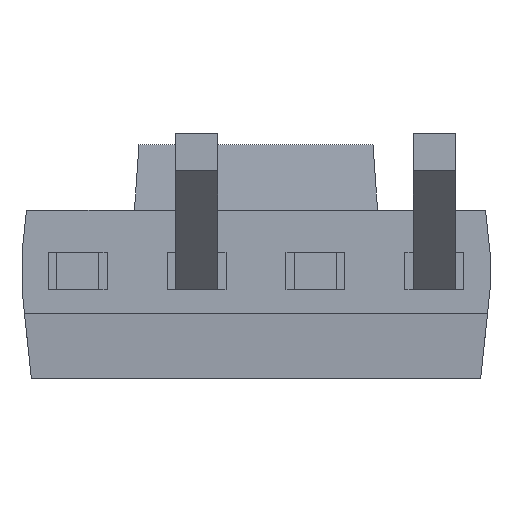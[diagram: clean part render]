
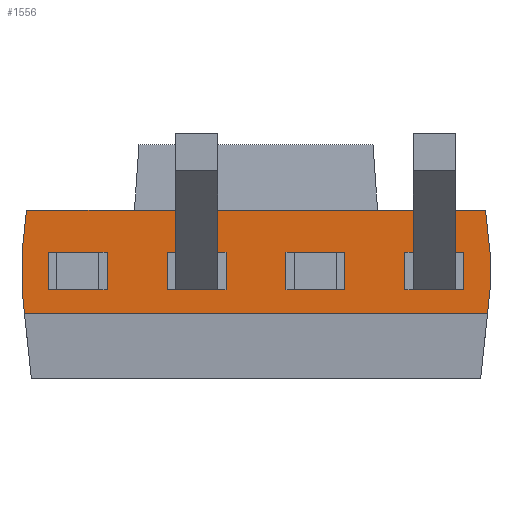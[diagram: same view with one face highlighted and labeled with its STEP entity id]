
A CAD part, front view. The second image highlights one B-rep face of the part: STEP entity #1556.
In plain terms, the highlighted planar face has unit normal (0, -1, 0).
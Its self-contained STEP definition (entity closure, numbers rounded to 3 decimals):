
#17=FACE_BOUND('',#142,.T.);
#18=FACE_BOUND('',#143,.T.);
#19=FACE_BOUND('',#144,.T.);
#20=FACE_BOUND('',#145,.T.);
#59=FACE_OUTER_BOUND('',#141,.T.);
#141=EDGE_LOOP('',(#1100,#1101,#1102,#1103,#1104,#1105,#1106,#1107,#1108,
#1109));
#142=EDGE_LOOP('',(#1110,#1111,#1112,#1113));
#143=EDGE_LOOP('',(#1114,#1115,#1116,#1117));
#144=EDGE_LOOP('',(#1118,#1119,#1120,#1121));
#145=EDGE_LOOP('',(#1122,#1123,#1124,#1125));
#247=LINE('',#2184,#466);
#269=LINE('',#2228,#488);
#277=LINE('',#2244,#496);
#278=LINE('',#2247,#497);
#282=LINE('',#2255,#501);
#283=LINE('',#2257,#502);
#284=LINE('',#2259,#503);
#285=LINE('',#2261,#504);
#286=LINE('',#2263,#505);
#287=LINE('',#2265,#506);
#288=LINE('',#2267,#507);
#289=LINE('',#2268,#508);
#290=LINE('',#2271,#509);
#291=LINE('',#2273,#510);
#292=LINE('',#2275,#511);
#293=LINE('',#2276,#512);
#294=LINE('',#2278,#513);
#295=LINE('',#2280,#514);
#296=LINE('',#2281,#515);
#297=LINE('',#2284,#516);
#298=LINE('',#2286,#517);
#299=LINE('',#2288,#518);
#300=LINE('',#2289,#519);
#301=LINE('',#2291,#520);
#302=LINE('',#2293,#521);
#303=LINE('',#2294,#522);
#466=VECTOR('',#1773,10.);
#488=VECTOR('',#1803,10.);
#496=VECTOR('',#1813,10.);
#497=VECTOR('',#1816,10.);
#501=VECTOR('',#1822,10.);
#502=VECTOR('',#1823,10.);
#503=VECTOR('',#1824,10.);
#504=VECTOR('',#1825,10.);
#505=VECTOR('',#1826,10.);
#506=VECTOR('',#1827,10.);
#507=VECTOR('',#1828,10.);
#508=VECTOR('',#1829,10.);
#509=VECTOR('',#1830,10.);
#510=VECTOR('',#1831,10.);
#511=VECTOR('',#1832,10.);
#512=VECTOR('',#1833,10.);
#513=VECTOR('',#1834,10.);
#514=VECTOR('',#1835,10.);
#515=VECTOR('',#1836,10.);
#516=VECTOR('',#1837,10.);
#517=VECTOR('',#1838,10.);
#518=VECTOR('',#1839,10.);
#519=VECTOR('',#1840,10.);
#520=VECTOR('',#1841,10.);
#521=VECTOR('',#1842,10.);
#522=VECTOR('',#1843,10.);
#681=VERTEX_POINT('',#2181);
#682=VERTEX_POINT('',#2183);
#699=VERTEX_POINT('',#2225);
#700=VERTEX_POINT('',#2227);
#704=VERTEX_POINT('',#2237);
#707=VERTEX_POINT('',#2242);
#708=VERTEX_POINT('',#2246);
#711=VERTEX_POINT('',#2254);
#712=VERTEX_POINT('',#2256);
#713=VERTEX_POINT('',#2258);
#714=VERTEX_POINT('',#2260);
#715=VERTEX_POINT('',#2262);
#716=VERTEX_POINT('',#2264);
#717=VERTEX_POINT('',#2266);
#718=VERTEX_POINT('',#2269);
#719=VERTEX_POINT('',#2270);
#720=VERTEX_POINT('',#2272);
#721=VERTEX_POINT('',#2274);
#722=VERTEX_POINT('',#2277);
#723=VERTEX_POINT('',#2279);
#724=VERTEX_POINT('',#2282);
#725=VERTEX_POINT('',#2283);
#726=VERTEX_POINT('',#2285);
#727=VERTEX_POINT('',#2287);
#728=VERTEX_POINT('',#2290);
#729=VERTEX_POINT('',#2292);
#831=EDGE_CURVE('',#682,#681,#247,.T.);
#853=EDGE_CURVE('',#700,#699,#269,.T.);
#861=EDGE_CURVE('',#707,#704,#277,.T.);
#862=EDGE_CURVE('',#704,#708,#278,.T.);
#866=EDGE_CURVE('',#711,#707,#282,.T.);
#867=EDGE_CURVE('',#711,#712,#283,.T.);
#868=EDGE_CURVE('',#713,#712,#284,.T.);
#869=EDGE_CURVE('',#713,#714,#285,.T.);
#870=EDGE_CURVE('',#715,#714,#286,.T.);
#871=EDGE_CURVE('',#715,#716,#287,.T.);
#872=EDGE_CURVE('',#717,#716,#288,.T.);
#873=EDGE_CURVE('',#708,#717,#289,.T.);
#874=EDGE_CURVE('',#718,#719,#290,.T.);
#875=EDGE_CURVE('',#719,#720,#291,.T.);
#876=EDGE_CURVE('',#720,#721,#292,.T.);
#877=EDGE_CURVE('',#721,#718,#293,.T.);
#878=EDGE_CURVE('',#681,#722,#294,.T.);
#879=EDGE_CURVE('',#722,#723,#295,.T.);
#880=EDGE_CURVE('',#723,#682,#296,.T.);
#881=EDGE_CURVE('',#724,#725,#297,.T.);
#882=EDGE_CURVE('',#725,#726,#298,.T.);
#883=EDGE_CURVE('',#726,#727,#299,.T.);
#884=EDGE_CURVE('',#727,#724,#300,.T.);
#885=EDGE_CURVE('',#699,#728,#301,.T.);
#886=EDGE_CURVE('',#728,#729,#302,.T.);
#887=EDGE_CURVE('',#729,#700,#303,.T.);
#1100=ORIENTED_EDGE('',*,*,#861,.F.);
#1101=ORIENTED_EDGE('',*,*,#866,.F.);
#1102=ORIENTED_EDGE('',*,*,#867,.T.);
#1103=ORIENTED_EDGE('',*,*,#868,.F.);
#1104=ORIENTED_EDGE('',*,*,#869,.T.);
#1105=ORIENTED_EDGE('',*,*,#870,.F.);
#1106=ORIENTED_EDGE('',*,*,#871,.T.);
#1107=ORIENTED_EDGE('',*,*,#872,.F.);
#1108=ORIENTED_EDGE('',*,*,#873,.F.);
#1109=ORIENTED_EDGE('',*,*,#862,.F.);
#1110=ORIENTED_EDGE('',*,*,#874,.T.);
#1111=ORIENTED_EDGE('',*,*,#875,.T.);
#1112=ORIENTED_EDGE('',*,*,#876,.T.);
#1113=ORIENTED_EDGE('',*,*,#877,.T.);
#1114=ORIENTED_EDGE('',*,*,#878,.T.);
#1115=ORIENTED_EDGE('',*,*,#879,.T.);
#1116=ORIENTED_EDGE('',*,*,#880,.T.);
#1117=ORIENTED_EDGE('',*,*,#831,.T.);
#1118=ORIENTED_EDGE('',*,*,#881,.T.);
#1119=ORIENTED_EDGE('',*,*,#882,.T.);
#1120=ORIENTED_EDGE('',*,*,#883,.T.);
#1121=ORIENTED_EDGE('',*,*,#884,.T.);
#1122=ORIENTED_EDGE('',*,*,#885,.T.);
#1123=ORIENTED_EDGE('',*,*,#886,.T.);
#1124=ORIENTED_EDGE('',*,*,#887,.T.);
#1125=ORIENTED_EDGE('',*,*,#853,.T.);
#1475=PLANE('',#1652);
#1556=ADVANCED_FACE('',(#59,#17,#18,#19,#20),#1475,.T.);
#1652=AXIS2_PLACEMENT_3D('',#2253,#1820,#1821);
#1773=DIRECTION('',(1.,0.,0.));
#1803=DIRECTION('',(1.,0.,0.));
#1813=DIRECTION('',(-1.,0.,0.));
#1816=DIRECTION('',(-0.105,0.,0.995));
#1820=DIRECTION('center_axis',(0.,-1.,0.));
#1821=DIRECTION('ref_axis',(1.,0.,0.));
#1822=DIRECTION('',(-0.105,0.,-0.995));
#1823=DIRECTION('',(0.,0.,1.));
#1824=DIRECTION('',(0.105,0.,-0.995));
#1825=DIRECTION('',(-1.,0.,0.));
#1826=DIRECTION('',(1.,0.,0.));
#1827=DIRECTION('',(-1.,0.,0.));
#1828=DIRECTION('',(0.105,0.,0.995));
#1829=DIRECTION('',(0.,0.,1.));
#1830=DIRECTION('',(0.,0.,-1.));
#1831=DIRECTION('',(-1.,0.,0.));
#1832=DIRECTION('',(0.,0.,1.));
#1833=DIRECTION('',(1.,0.,0.));
#1834=DIRECTION('',(0.,0.,-1.));
#1835=DIRECTION('',(-1.,0.,0.));
#1836=DIRECTION('',(0.,0.,1.));
#1837=DIRECTION('',(0.,0.,-1.));
#1838=DIRECTION('',(-1.,0.,0.));
#1839=DIRECTION('',(0.,0.,1.));
#1840=DIRECTION('',(1.,0.,0.));
#1841=DIRECTION('',(0.,0.,-1.));
#1842=DIRECTION('',(-1.,0.,0.));
#1843=DIRECTION('',(0.,0.,1.));
#2181=CARTESIAN_POINT('',(0.86,-2.7,1.35));
#2183=CARTESIAN_POINT('',(0.41,-2.7,1.35));
#2184=CARTESIAN_POINT('',(-0.82,-2.7,1.35));
#2225=CARTESIAN_POINT('',(-1.68,-2.7,1.35));
#2227=CARTESIAN_POINT('',(-2.13,-2.7,1.35));
#2228=CARTESIAN_POINT('',(-2.09,-2.7,1.35));
#2237=CARTESIAN_POINT('',(-2.474,-2.7,0.7));
#2242=CARTESIAN_POINT('',(2.474,-2.7,0.7));
#2244=CARTESIAN_POINT('',(-1.25,-2.7,0.7));
#2246=CARTESIAN_POINT('',(-2.5,-2.7,0.95));
#2247=CARTESIAN_POINT('',(-2.426,-2.7,0.243));
#2253=CARTESIAN_POINT('Origin',(-2.5,-2.7,0.));
#2254=CARTESIAN_POINT('',(2.5,-2.7,0.95));
#2255=CARTESIAN_POINT('',(2.398,-2.7,-0.017));
#2256=CARTESIAN_POINT('',(2.5,-2.7,1.35));
#2257=CARTESIAN_POINT('',(2.5,-2.7,0.));
#2258=CARTESIAN_POINT('',(2.453,-2.7,1.8));
#2259=CARTESIAN_POINT('',(2.531,-2.7,1.055));
#2260=CARTESIAN_POINT('',(1.299,-2.7,1.8));
#2261=CARTESIAN_POINT('',(-0.313,-2.7,1.8));
#2262=CARTESIAN_POINT('',(-1.299,-2.7,1.8));
#2263=CARTESIAN_POINT('',(-1.25,-2.7,1.8));
#2264=CARTESIAN_POINT('',(-2.453,-2.7,1.8));
#2265=CARTESIAN_POINT('',(-2.188,-2.7,1.8));
#2266=CARTESIAN_POINT('',(-2.5,-2.7,1.35));
#2267=CARTESIAN_POINT('',(-2.558,-2.7,0.795));
#2268=CARTESIAN_POINT('',(-2.5,-2.7,0.));
#2269=CARTESIAN_POINT('',(2.13,-2.7,1.35));
#2270=CARTESIAN_POINT('',(2.13,-2.7,0.95));
#2271=CARTESIAN_POINT('',(2.13,-2.7,0.475));
#2272=CARTESIAN_POINT('',(1.68,-2.7,0.95));
#2273=CARTESIAN_POINT('',(-0.41,-2.7,0.95));
#2274=CARTESIAN_POINT('',(1.68,-2.7,1.35));
#2275=CARTESIAN_POINT('',(1.68,-2.7,0.675));
#2276=CARTESIAN_POINT('',(-0.185,-2.7,1.35));
#2277=CARTESIAN_POINT('',(0.86,-2.7,0.95));
#2278=CARTESIAN_POINT('',(0.86,-2.7,0.475));
#2279=CARTESIAN_POINT('',(0.41,-2.7,0.95));
#2280=CARTESIAN_POINT('',(-1.045,-2.7,0.95));
#2281=CARTESIAN_POINT('',(0.41,-2.7,0.675));
#2282=CARTESIAN_POINT('',(-0.41,-2.7,1.35));
#2283=CARTESIAN_POINT('',(-0.41,-2.7,0.95));
#2284=CARTESIAN_POINT('',(-0.41,-2.7,0.475));
#2285=CARTESIAN_POINT('',(-0.86,-2.7,0.95));
#2286=CARTESIAN_POINT('',(-1.68,-2.7,0.95));
#2287=CARTESIAN_POINT('',(-0.86,-2.7,1.35));
#2288=CARTESIAN_POINT('',(-0.86,-2.7,0.675));
#2289=CARTESIAN_POINT('',(-1.455,-2.7,1.35));
#2290=CARTESIAN_POINT('',(-1.68,-2.7,0.95));
#2291=CARTESIAN_POINT('',(-1.68,-2.7,0.475));
#2292=CARTESIAN_POINT('',(-2.13,-2.7,0.95));
#2293=CARTESIAN_POINT('',(-2.315,-2.7,0.95));
#2294=CARTESIAN_POINT('',(-2.13,-2.7,0.675));
